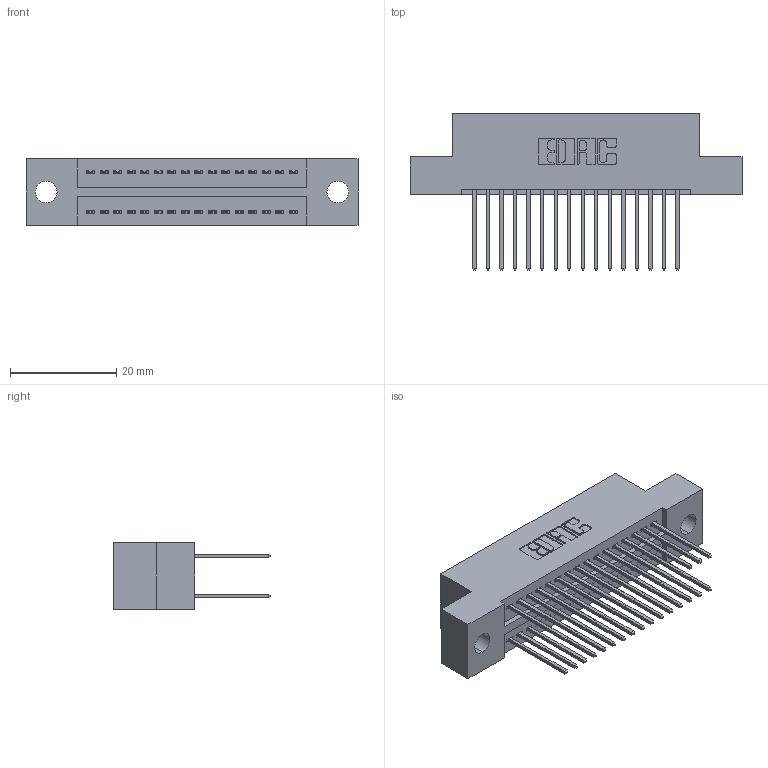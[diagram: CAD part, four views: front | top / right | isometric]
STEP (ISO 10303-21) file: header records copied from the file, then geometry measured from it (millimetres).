
FILE_DESCRIPTION (( 'STEP AP203' ), '1' );
FILE_NAME ('325-032-540-209.STEP', '2020-02-24T19:43:39', ( '' ), ( '' ), 'SwSTEP 2.0', 'SolidWorks 2016', '' );
FILE_SCHEMA (( 'CONFIG_CONTROL_DESIGN' ));
Length unit declared in the file: inch
Products named in the file (3): 325 Part_.160 TH; 325-292-001_325-293-140; 325-032-540-209
Assembly tree (33 placements, depth 2):
  325-032-540-209
    325 Part_.160 TH
    325-292-001_325-293-140  x32
Bounding box: 62.36 x 29.46 x 12.45 mm (x, y, z)
Volume: 7707.3 mm3; surface area: 9210 mm2
Topology: 33 solids, 33 shells, 1778 faces, 5271 edges, 3470 vertices
Faces by surface type: plane 1222, cylinder 556
Entity records: 13677 total; most frequent: CARTESIAN_POINT 2298, ORIENTED_EDGE 2234, DIRECTION 2009, EDGE_CURVE 1117, VECTOR 989, LINE 989, VERTEX_POINT 742, AXIS2_PLACEMENT_3D 510
